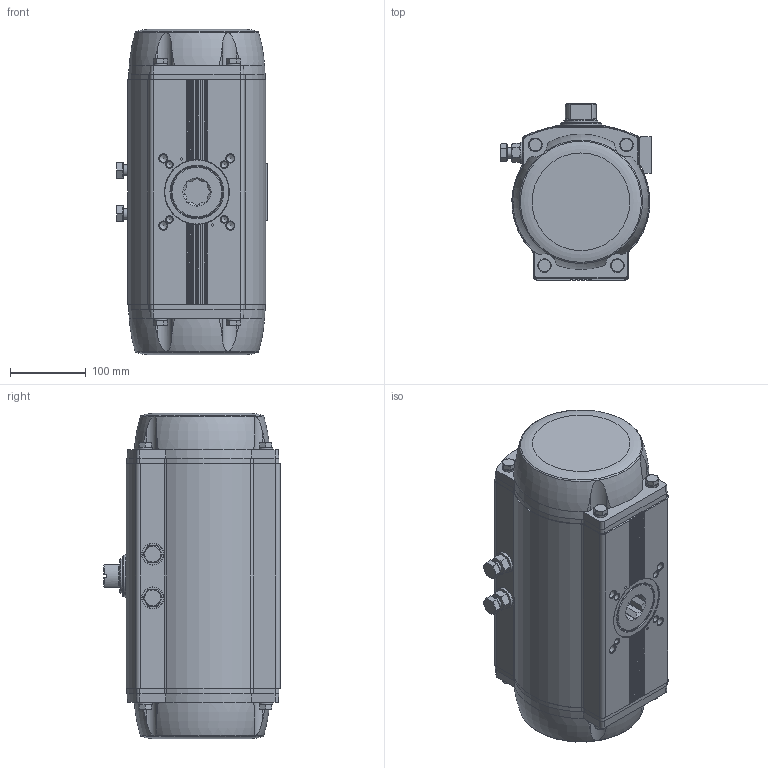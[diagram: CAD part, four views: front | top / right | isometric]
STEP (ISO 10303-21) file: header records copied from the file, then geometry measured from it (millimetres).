
FILE_DESCRIPTION(/* description */ ('STEP AP214'),/* implementation_level */ '2;1');
FILE_NAME(/* name */ '8065264_DFPD-700-RP-90-RS60-F1012-R3-EP',/* time_stamp */ '2024-08-15T18:28:28+02:00',/* author */ ('License CC BY-ND 4.0'),/* organization */ ('CADENAS'),/* preprocessor_version */ 'ST-DEVELOPER v19.3',/* originating_system */ 'PARTsolutions',/* authorisation */ ' ');
FILE_SCHEMA (('AUTOMOTIVE_DESIGN {1 0 10303 214 3 1 1}'));
Length unit declared in the file: millimetre
Products named in the file (6): 8065264 DFPD-700-RP-90-RS60-F1012-R3-EP---(0); 8042193 DFPD-700-90-RS-F10-------(housing); 8042193 DFPD-700(F10_0)---(shaft); 4167860 SCHEIBE 14.3X28X4-1.4301; 4167864 DFPD-480/700; DIN 934 - M14(F)
Assembly tree (8 placements, depth 2):
  8065264 DFPD-700-RP-90-RS60-F1012-R3-EP---(0)
    8042193 DFPD-700-90-RS-F10-------(housing)
    8042193 DFPD-700(F10_0)---(shaft)
    4167860 SCHEIBE 14.3X28X4-1.4301  x2
    4167864 DFPD-480/700  x2
    DIN 934 - M14(F)  x2
Bounding box: 198.9 x 232.7 x 428.3 mm (x, y, z)
Volume: 12509876.6 mm3; surface area: 467331.1 mm2
Topology: 8 solids, 8 shells, 770 faces, 1886 edges, 1188 vertices
Faces by surface type: plane 357, cylinder 192, cone 162, torus 57, sphere 2
Full cylindrical faces by diameter (mm): 2.5 x2, 4.134 x8, 4.917 x1, 8.376 x4, 8.5 x2, 10 x2, 10.106 x4, 11.445 x2, 11.835 x4, 14 x2, 14.3 x2, 18 x8, 20 x2, 21 x2, 28 x2, 29 x2, 38 x1, 44.9 x2, 45 x1, 50 x1, 55 x1, 56 x2, 67 x2, 67.6 x1, 67.8 x1, 69.8 x1
Entity records: 21229 total; most frequent: CARTESIAN_POINT 4723, DIRECTION 3369, ORIENTED_EDGE 3226, EDGE_CURVE 1613, AXIS2_PLACEMENT_3D 1329, VERTEX_POINT 1111, FACE_BOUND 954, EDGE_LOOP 937
